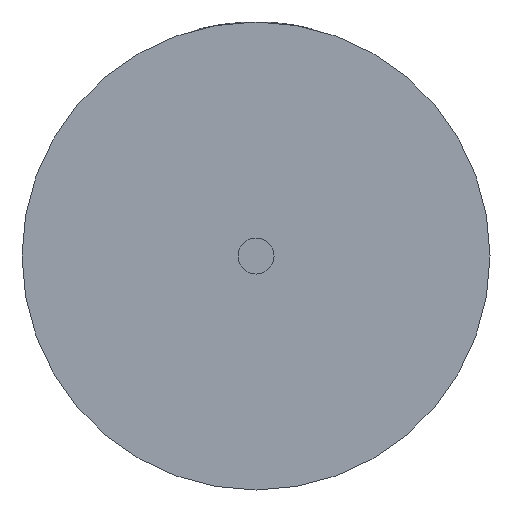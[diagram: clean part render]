
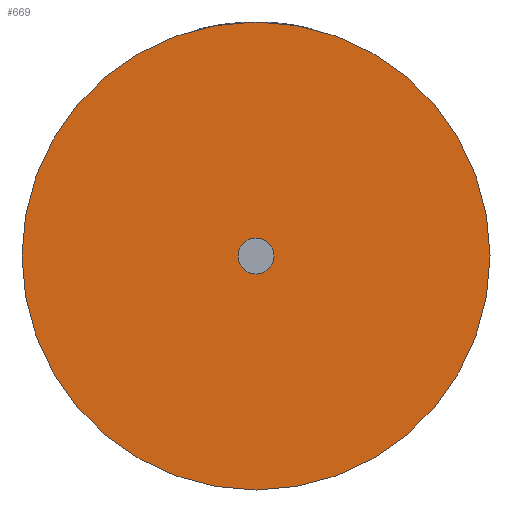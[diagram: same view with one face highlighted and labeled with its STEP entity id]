
A CAD part, front view. The second image highlights one B-rep face of the part: STEP entity #669.
In plain terms, the highlighted planar face has unit normal (0, -1, 0).
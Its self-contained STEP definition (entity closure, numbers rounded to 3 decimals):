
#1 = EDGE_LOOP ( 'NONE', ( #534, #1403 ) ) ;
#27 = CARTESIAN_POINT ( 'NONE',  ( 0., 0., 0. ) ) ;
#43 = ORIENTED_EDGE ( 'NONE', *, *, #1003, .F. ) ;
#80 = ORIENTED_EDGE ( 'NONE', *, *, #300, .F. ) ;
#85 = CARTESIAN_POINT ( 'NONE',  ( 0., 0., 6.5 ) ) ;
#88 = VERTEX_POINT ( 'NONE', #765 ) ;
#231 = CARTESIAN_POINT ( 'NONE',  ( 0., 0., 0.5 ) ) ;
#278 = EDGE_LOOP ( 'NONE', ( #80, #43 ) ) ;
#286 = AXIS2_PLACEMENT_3D ( 'NONE', #1005, #1222, #1215 ) ;
#300 = EDGE_CURVE ( 'NONE', #88, #924, #532, .T. ) ;
#306 = CIRCLE ( 'NONE', #286, 0.5 ) ;
#374 = CIRCLE ( 'NONE', #768, 6.5 ) ;
#386 = AXIS2_PLACEMENT_3D ( 'NONE', #635, #1061, #832 ) ;
#397 = VERTEX_POINT ( 'NONE', #843 ) ;
#454 = DIRECTION ( 'NONE',  ( 0., 1., 0. ) ) ;
#482 = FACE_BOUND ( 'NONE', #1, .T. ) ;
#532 = CIRCLE ( 'NONE', #800, 6.5 ) ;
#534 = ORIENTED_EDGE ( 'NONE', *, *, #1393, .F. ) ;
#541 = CARTESIAN_POINT ( 'NONE',  ( 0., 0., 0. ) ) ;
#571 = VERTEX_POINT ( 'NONE', #231 ) ;
#595 = FACE_OUTER_BOUND ( 'NONE', #278, .T. ) ;
#620 = DIRECTION ( 'NONE',  ( 0., 1., 0. ) ) ;
#628 = AXIS2_PLACEMENT_3D ( 'NONE', #27, #454, #1013 ) ;
#635 = CARTESIAN_POINT ( 'NONE',  ( 0., 0., 0. ) ) ;
#669 = ADVANCED_FACE ( 'NONE', ( #482, #595 ), #1116, .F. ) ;
#679 = CIRCLE ( 'NONE', #386, 0.5 ) ;
#755 = DIRECTION ( 'NONE',  ( 0., 0., 1. ) ) ;
#765 = CARTESIAN_POINT ( 'NONE',  ( 0., 0., -6.5 ) ) ;
#768 = AXIS2_PLACEMENT_3D ( 'NONE', #541, #1302, #755 ) ;
#800 = AXIS2_PLACEMENT_3D ( 'NONE', #1064, #620, #829 ) ;
#829 = DIRECTION ( 'NONE',  ( 0., 0., 1. ) ) ;
#832 = DIRECTION ( 'NONE',  ( 0., 0., 1. ) ) ;
#843 = CARTESIAN_POINT ( 'NONE',  ( 0., 0., -0.5 ) ) ;
#924 = VERTEX_POINT ( 'NONE', #85 ) ;
#1003 = EDGE_CURVE ( 'NONE', #924, #88, #374, .T. ) ;
#1005 = CARTESIAN_POINT ( 'NONE',  ( 0., 0., 0. ) ) ;
#1013 = DIRECTION ( 'NONE',  ( 0., 0., 1. ) ) ;
#1061 = DIRECTION ( 'NONE',  ( 0., -1., 0. ) ) ;
#1064 = CARTESIAN_POINT ( 'NONE',  ( 0., 0., 0. ) ) ;
#1085 = EDGE_CURVE ( 'NONE', #397, #571, #306, .T. ) ;
#1116 = PLANE ( 'NONE',  #628 ) ;
#1215 = DIRECTION ( 'NONE',  ( 0., 0., 1. ) ) ;
#1222 = DIRECTION ( 'NONE',  ( 0., -1., 0. ) ) ;
#1302 = DIRECTION ( 'NONE',  ( 0., 1., 0. ) ) ;
#1393 = EDGE_CURVE ( 'NONE', #571, #397, #679, .T. ) ;
#1403 = ORIENTED_EDGE ( 'NONE', *, *, #1085, .F. ) ;
